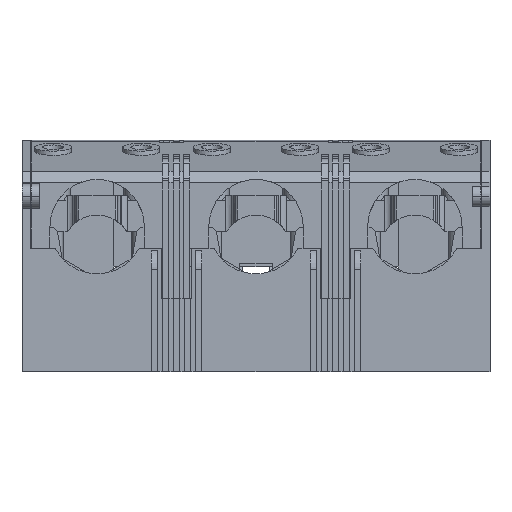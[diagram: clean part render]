
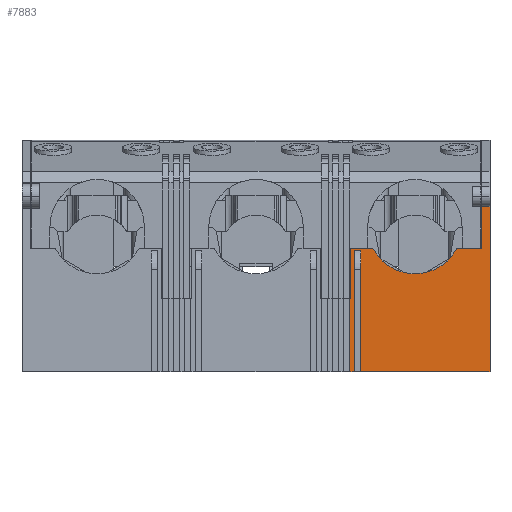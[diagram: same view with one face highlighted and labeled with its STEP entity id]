
A CAD part, front view. The second image highlights one B-rep face of the part: STEP entity #7883.
In plain terms, the highlighted planar face has unit normal (0, -1, 0).
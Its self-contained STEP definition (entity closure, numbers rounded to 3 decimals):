
#7883=ADVANCED_FACE('',(#15885),#15886,.F.);
#15885=FACE_OUTER_BOUND('',#24183,.T.);
#15886=PLANE('',#24184);
#24183=EDGE_LOOP('',(#47752,#47753,#47754,#47755,#47756,#47757,#47758,#47759,#47760,#47761,#47762,#47763,#47764,#47765));
#24184=AXIS2_PLACEMENT_3D('',#47766,#47767,#47768);
#47752=ORIENTED_EDGE('',*,*,#60869,.F.);
#47753=ORIENTED_EDGE('',*,*,#60870,.F.);
#47754=ORIENTED_EDGE('',*,*,#60871,.T.);
#47755=ORIENTED_EDGE('',*,*,#60872,.F.);
#47756=ORIENTED_EDGE('',*,*,#60873,.F.);
#47757=ORIENTED_EDGE('',*,*,#60874,.F.);
#47758=ORIENTED_EDGE('',*,*,#60875,.T.);
#47759=ORIENTED_EDGE('',*,*,#60876,.F.);
#47760=ORIENTED_EDGE('',*,*,#60877,.F.);
#47761=ORIENTED_EDGE('',*,*,#60878,.T.);
#47762=ORIENTED_EDGE('',*,*,#60879,.T.);
#47763=ORIENTED_EDGE('',*,*,#60880,.T.);
#47764=ORIENTED_EDGE('',*,*,#60881,.T.);
#47765=ORIENTED_EDGE('',*,*,#60882,.T.);
#47766=CARTESIAN_POINT('',(114.0,5.3,46.2));
#47767=DIRECTION('',(0.0,1.0,0.0));
#47768=DIRECTION('',(0.0,0.0,1.0));
#60869=EDGE_CURVE('',#75848,#75849,#75850,.T.);
#60870=EDGE_CURVE('',#75851,#75848,#75852,.T.);
#60871=EDGE_CURVE('',#75851,#75853,#75854,.T.);
#60872=EDGE_CURVE('',#75855,#75853,#75856,.T.);
#60873=EDGE_CURVE('',#75857,#75855,#75858,.T.);
#60874=EDGE_CURVE('',#75859,#75857,#75860,.T.);
#60875=EDGE_CURVE('',#75859,#75861,#75862,.T.);
#60876=EDGE_CURVE('',#75863,#75861,#75864,.T.);
#60877=EDGE_CURVE('',#75865,#75863,#75866,.T.);
#60878=EDGE_CURVE('',#75865,#75867,#75868,.T.);
#60879=EDGE_CURVE('',#75867,#75869,#75870,.T.);
#60880=EDGE_CURVE('',#75869,#75871,#75872,.T.);
#60881=EDGE_CURVE('',#75871,#75873,#75874,.T.);
#60882=EDGE_CURVE('',#75873,#75849,#75875,.T.);
#75848=VERTEX_POINT('',#97176);
#75849=VERTEX_POINT('',#97177);
#75850=LINE('',#97178,#97179);
#75851=VERTEX_POINT('',#97180);
#75852=LINE('',#97181,#97182);
#75853=VERTEX_POINT('',#97183);
#75854=LINE('',#97184,#97185);
#75855=VERTEX_POINT('',#97186);
#75856=LINE('',#97187,#97188);
#75857=VERTEX_POINT('',#97189);
#75858=LINE('',#97190,#97191);
#75859=VERTEX_POINT('',#97192);
#75860=LINE('',#97193,#97194);
#75861=VERTEX_POINT('',#97195);
#75862=LINE('',#97196,#97197);
#75863=VERTEX_POINT('',#97198);
#75864=LINE('',#97199,#97200);
#75865=VERTEX_POINT('',#97201);
#75866=LINE('',#97202,#97203);
#75867=VERTEX_POINT('',#97204);
#75868=LINE('',#97205,#97206);
#75869=VERTEX_POINT('',#97207);
#75870=LINE('',#97208,#97209);
#75871=VERTEX_POINT('',#97210);
#75872=LINE('',#97211,#97212);
#75873=VERTEX_POINT('',#97213);
#75874=CIRCLE('',#97214,11.5);
#75875=LINE('',#97215,#97216);
#97176=CARTESIAN_POINT('',(80.0,5.3,17.9));
#97177=CARTESIAN_POINT('',(80.0,5.3,30.1));
#97178=CARTESIAN_POINT('',(80.0,5.3,46.2));
#97179=VECTOR('',#110362,1000.0);
#97180=CARTESIAN_POINT('',(79.8,5.3,17.9));
#97181=CARTESIAN_POINT('',(114.0,5.3,17.9));
#97182=VECTOR('',#110363,1000.0);
#97183=CARTESIAN_POINT('',(79.8,5.3,0.0));
#97184=CARTESIAN_POINT('',(79.8,5.3,57.0));
#97185=VECTOR('',#110364,1000.0);
#97186=CARTESIAN_POINT('',(81.0,5.3,0.0));
#97187=CARTESIAN_POINT('',(81.0,5.3,0.0));
#97188=VECTOR('',#110365,1000.0);
#97189=CARTESIAN_POINT('',(81.0,5.3,29.67));
#97190=CARTESIAN_POINT('',(81.0,5.3,57.0));
#97191=VECTOR('',#110366,1000.0);
#97192=CARTESIAN_POINT('',(82.5,5.3,29.67));
#97193=CARTESIAN_POINT('',(114.0,5.3,29.67));
#97194=VECTOR('',#110367,1000.0);
#97195=CARTESIAN_POINT('',(82.5,5.3,0.0));
#97196=CARTESIAN_POINT('',(82.5,5.3,57.0));
#97197=VECTOR('',#110368,1000.0);
#97198=CARTESIAN_POINT('',(114.0,5.3,0.0));
#97199=CARTESIAN_POINT('',(114.0,5.3,0.0));
#97200=VECTOR('',#110369,1000.0);
#97201=CARTESIAN_POINT('',(114.0,5.3,40.3));
#97202=CARTESIAN_POINT('',(114.0,5.3,46.2));
#97203=VECTOR('',#110370,1000.0);
#97204=CARTESIAN_POINT('',(112.0,5.3,40.3));
#97205=CARTESIAN_POINT('',(114.0,5.3,40.3));
#97206=VECTOR('',#110371,1000.0);
#97207=CARTESIAN_POINT('',(112.0,5.3,30.1));
#97208=CARTESIAN_POINT('',(112.0,5.3,60.1));
#97209=VECTOR('',#110372,1000.0);
#97210=CARTESIAN_POINT('',(105.906,5.3,30.1));
#97211=CARTESIAN_POINT('',(112.0,5.3,30.1));
#97212=VECTOR('',#110373,1000.0);
#97213=CARTESIAN_POINT('',(85.494,5.3,30.1));
#97214=AXIS2_PLACEMENT_3D('',#110374,#110375,#110376);
#97215=CARTESIAN_POINT('',(85.494,5.3,30.1));
#97216=VECTOR('',#110377,1000.0);
#110362=DIRECTION('',(0.0,0.0,1.0));
#110363=DIRECTION('',(1.0,0.0,0.0));
#110364=DIRECTION('',(0.0,0.0,-1.0));
#110365=DIRECTION('',(-1.0,0.0,0.0));
#110366=DIRECTION('',(0.0,0.0,-1.0));
#110367=DIRECTION('',(-1.0,0.0,0.0));
#110368=DIRECTION('',(0.0,0.0,-1.0));
#110369=DIRECTION('',(-1.0,0.0,0.0));
#110370=DIRECTION('',(0.0,0.0,-1.0));
#110371=DIRECTION('',(-1.0,0.0,0.0));
#110372=DIRECTION('',(0.0,0.0,-1.0));
#110373=DIRECTION('',(-1.0,0.0,0.0));
#110374=CARTESIAN_POINT('',(95.7,5.3,35.4));
#110375=DIRECTION('',(0.0,1.0,0.0));
#110376=DIRECTION('',(-1.0,0.0,0.0));
#110377=DIRECTION('',(-1.0,0.0,0.0));
